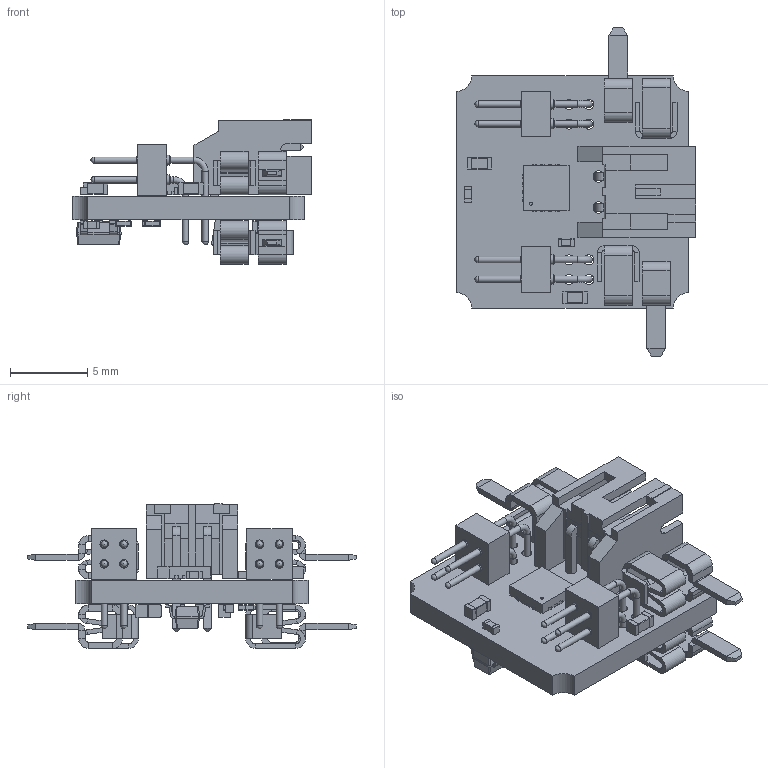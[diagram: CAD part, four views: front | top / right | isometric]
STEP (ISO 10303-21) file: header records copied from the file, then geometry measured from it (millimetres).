
FILE_DESCRIPTION(('KiCad electronic assembly'),'2;1');
FILE_NAME('DRV8213 brushed Motor Driver.step','2025-11-18T01:07:59',( 'Pcbnew'),('Kicad'),'Open CASCADE STEP processor 7.6', 'KiCad to STEP converter','Unknown');
FILE_SCHEMA(('AUTOMOTIVE_DESIGN { 1 0 10303 214 1 1 1 1 }'));
Length unit declared in the file: millimetre
Products named in the file (11): DRV8213 brushed Motor Driver 1; 6100; C_0603_1608Metric; C_0402_1005Metric; 6102; JST_PH_S2B-PH-K_1x02_P2.00mm_Horizontal; Precidip 852-10-004-20-001101; WQFN-16-1EP_3x3mm_P0.5mm_EP1.6x1.6mm; R_0402_1005Metric; SOT-23-5; DRV8213 brushed Motor Driver_PCB
Assembly tree (27 placements, depth 2):
  DRV8213 brushed Motor Driver 1
    6100  x4
    C_0603_1608Metric  x7
    C_0402_1005Metric  x3
    6102  x4
    JST_PH_S2B-PH-K_1x02_P2.00mm_Horizontal
    Precidip 852-10-004-20-001101  x2
    WQFN-16-1EP_3x3mm_P0.5mm_EP1.6x1.6mm
    R_0402_1005Metric  x3
    SOT-23-5
    DRV8213 brushed Motor Driver_PCB
Bounding box: 15.45 x 21.2 x 9.33 mm (x, y, z)
Volume: 564 mm3; surface area: 1669.9 mm2
Topology: 27 solids, 27 shells, 1244 faces, 3026 edges, 1867 vertices
Faces by surface type: plane 855, cylinder 325, torus 24, sphere 16, bspline 16, cone 8
Full cylindrical faces by diameter (mm): 0.2 x1, 0.3 x4, 0.41 x24, 0.65 x16, 0.75 x2
Entity records: 17912 total; most frequent: CARTESIAN_POINT 3287, ORIENTED_EDGE 3016, DIRECTION 2899, EDGE_CURVE 1508, LINE 1189, VECTOR 1189, VERTEX_POINT 959, AXIS2_PLACEMENT_3D 855
